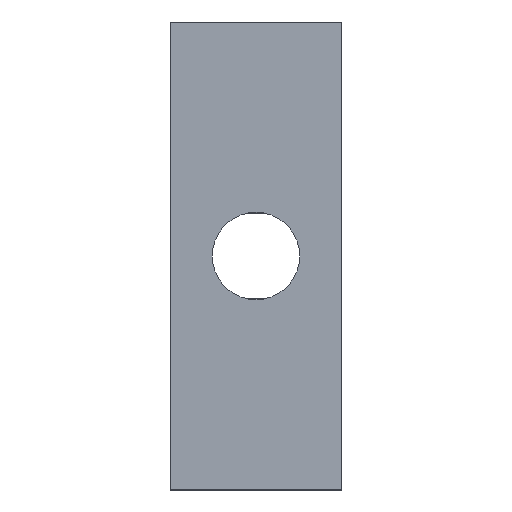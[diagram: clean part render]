
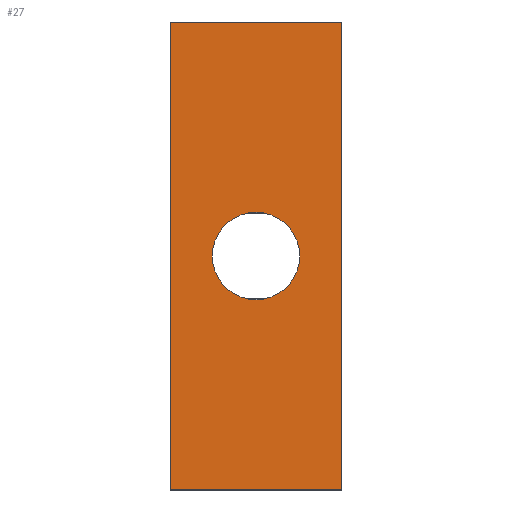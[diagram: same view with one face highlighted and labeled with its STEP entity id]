
A CAD part, left-side view. The second image highlights one B-rep face of the part: STEP entity #27.
In plain terms, the highlighted planar face has unit normal (-1, 0, 0).
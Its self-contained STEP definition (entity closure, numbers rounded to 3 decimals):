
#19 = DIRECTION ( 'NONE',  ( 1., 0., 0. ) ) ;
#24 = ORIENTED_EDGE ( 'NONE', *, *, #481, .T. ) ;
#27 = ADVANCED_FACE ( 'NONE', ( #821, #825 ), #367, .F. ) ;
#30 = CARTESIAN_POINT ( 'NONE',  ( -67.594, 10., -13.657 ) ) ;
#34 = VECTOR ( 'NONE', #836, 1000. ) ;
#66 = CARTESIAN_POINT ( 'NONE',  ( -67.594, 5., -2.55 ) ) ;
#96 = DIRECTION ( 'NONE',  ( 0., 0., 1. ) ) ;
#98 = EDGE_CURVE ( 'NONE', #175, #950, #177, .T. ) ;
#114 = CIRCLE ( 'NONE', #1040, 2.55 ) ;
#153 = CARTESIAN_POINT ( 'NONE',  ( -67.594, 10., 13.657 ) ) ;
#171 = LINE ( 'NONE', #815, #822 ) ;
#175 = VERTEX_POINT ( 'NONE', #757 ) ;
#177 = LINE ( 'NONE', #1204, #511 ) ;
#209 = DIRECTION ( 'NONE',  ( 1., 0., 0. ) ) ;
#243 = CIRCLE ( 'NONE', #372, 2.55 ) ;
#263 = EDGE_CURVE ( 'NONE', #950, #286, #612, .T. ) ;
#265 = EDGE_LOOP ( 'NONE', ( #672, #1200 ) ) ;
#280 = CARTESIAN_POINT ( 'NONE',  ( -67.594, 10., 13.657 ) ) ;
#286 = VERTEX_POINT ( 'NONE', #1034 ) ;
#301 = ORIENTED_EDGE ( 'NONE', *, *, #263, .F. ) ;
#315 = EDGE_CURVE ( 'NONE', #873, #403, #243, .T. ) ;
#367 = PLANE ( 'NONE',  #1205 ) ;
#372 = AXIS2_PLACEMENT_3D ( 'NONE', #954, #209, #676 ) ;
#380 = EDGE_CURVE ( 'NONE', #175, #955, #1158, .T. ) ;
#395 = CARTESIAN_POINT ( 'NONE',  ( -67.594, 5., 0. ) ) ;
#403 = VERTEX_POINT ( 'NONE', #781 ) ;
#406 = DIRECTION ( 'NONE',  ( 0., -1., 0. ) ) ;
#481 = EDGE_CURVE ( 'NONE', #955, #286, #171, .T. ) ;
#498 = DIRECTION ( 'NONE',  ( 0., 0., -1. ) ) ;
#511 = VECTOR ( 'NONE', #96, 1000. ) ;
#532 = EDGE_LOOP ( 'NONE', ( #24, #301, #948, #583 ) ) ;
#542 = DIRECTION ( 'NONE',  ( 0., 0., 1. ) ) ;
#555 = CARTESIAN_POINT ( 'NONE',  ( -67.594, 10., -13.657 ) ) ;
#556 = CARTESIAN_POINT ( 'NONE',  ( -67.594, 0., -13.657 ) ) ;
#583 = ORIENTED_EDGE ( 'NONE', *, *, #380, .T. ) ;
#612 = LINE ( 'NONE', #153, #34 ) ;
#654 = DIRECTION ( 'NONE',  ( 0., 0., -1. ) ) ;
#672 = ORIENTED_EDGE ( 'NONE', *, *, #315, .T. ) ;
#676 = DIRECTION ( 'NONE',  ( 0., 0., -1. ) ) ;
#683 = EDGE_CURVE ( 'NONE', #403, #873, #114, .T. ) ;
#757 = CARTESIAN_POINT ( 'NONE',  ( -67.594, 10., -13.657 ) ) ;
#781 = CARTESIAN_POINT ( 'NONE',  ( -67.594, 5., 2.55 ) ) ;
#815 = CARTESIAN_POINT ( 'NONE',  ( -67.594, 0., -13.657 ) ) ;
#821 = FACE_BOUND ( 'NONE', #265, .T. ) ;
#822 = VECTOR ( 'NONE', #542, 1000. ) ;
#825 = FACE_OUTER_BOUND ( 'NONE', #532, .T. ) ;
#836 = DIRECTION ( 'NONE',  ( 0., -1., 0. ) ) ;
#850 = VECTOR ( 'NONE', #406, 1000. ) ;
#873 = VERTEX_POINT ( 'NONE', #66 ) ;
#948 = ORIENTED_EDGE ( 'NONE', *, *, #98, .F. ) ;
#950 = VERTEX_POINT ( 'NONE', #280 ) ;
#954 = CARTESIAN_POINT ( 'NONE',  ( -67.594, 5., 0. ) ) ;
#955 = VERTEX_POINT ( 'NONE', #556 ) ;
#1034 = CARTESIAN_POINT ( 'NONE',  ( -67.594, 0., 13.657 ) ) ;
#1040 = AXIS2_PLACEMENT_3D ( 'NONE', #395, #19, #498 ) ;
#1158 = LINE ( 'NONE', #30, #850 ) ;
#1180 = DIRECTION ( 'NONE',  ( 1., 0., 0. ) ) ;
#1200 = ORIENTED_EDGE ( 'NONE', *, *, #683, .T. ) ;
#1204 = CARTESIAN_POINT ( 'NONE',  ( -67.594, 10., -13.657 ) ) ;
#1205 = AXIS2_PLACEMENT_3D ( 'NONE', #555, #1180, #654 ) ;
